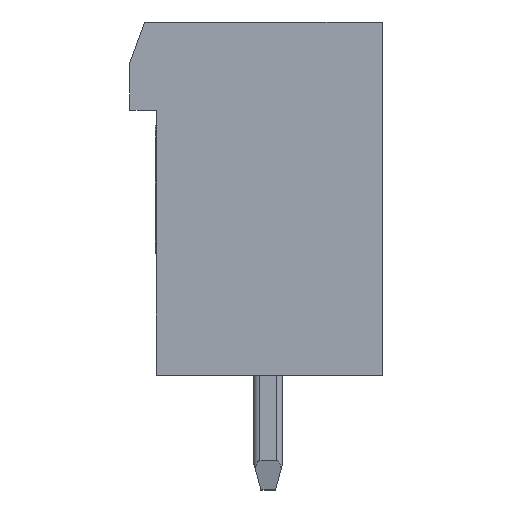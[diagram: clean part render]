
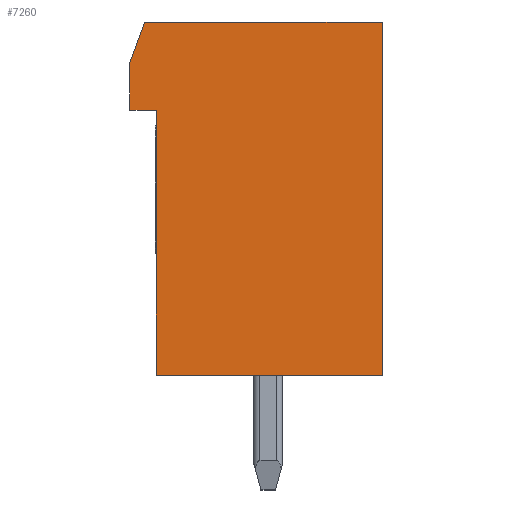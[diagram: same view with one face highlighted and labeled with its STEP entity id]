
A CAD part, left-side view. The second image highlights one B-rep face of the part: STEP entity #7260.
In plain terms, the highlighted planar face has unit normal (-1, 0, 0).
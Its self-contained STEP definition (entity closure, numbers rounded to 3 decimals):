
#7260=ADVANCED_FACE('',(#16670),#16671,.F.);
#10456=VERTEX_POINT('',#20357);
#10460=VERTEX_POINT('',#20361);
#10462=EDGE_CURVE('',#10456,#10460,#20363,.T.);
#10552=VERTEX_POINT('',#20453);
#10556=EDGE_CURVE('',#10456,#10552,#20457,.T.);
#10558=VERTEX_POINT('',#20459);
#10562=VERTEX_POINT('',#20463);
#10566=EDGE_CURVE('',#10558,#10562,#20467,.T.);
#10568=VERTEX_POINT('',#20469);
#10574=EDGE_CURVE('',#10460,#10568,#20475,.T.);
#10610=VERTEX_POINT('',#20512);
#10614=EDGE_CURVE('',#10610,#10558,#20516,.T.);
#10618=EDGE_CURVE('',#10552,#10610,#20520,.T.);
#10630=EDGE_CURVE('',#10568,#10562,#20532,.T.);
#16670=FACE_OUTER_BOUND('',#32153,.T.);
#16671=PLANE('',#32154);
#20357=CARTESIAN_POINT('',(0.0,0.0,12.0));
#20361=CARTESIAN_POINT('',(0.0,0.0,0.0));
#20363=LINE('',#37439,#37440);
#20453=CARTESIAN_POINT('',(0.0,8.07,12.0));
#20457=LINE('',#37597,#37598);
#20459=CARTESIAN_POINT('',(0.0,8.57,9.));
#20463=CARTESIAN_POINT('',(0.0,7.67,9.));
#20467=LINE('',#37613,#37614);
#20469=CARTESIAN_POINT('',(0.0,7.67,0.0));
#20475=LINE('',#37627,#37628);
#20512=CARTESIAN_POINT('',(0.0,8.57,10.626));
#20516=LINE('',#37695,#37696);
#20520=LINE('',#37703,#37704);
#20532=LINE('',#37726,#37727);
#32153=EDGE_LOOP('',(#47358,#47359,#47360,#47361,#47362,#47363,#47364));
#32154=AXIS2_PLACEMENT_3D('',#47365,#47366,#47367);
#37439=CARTESIAN_POINT('',(0.0,0.0,12.0));
#37440=VECTOR('',#51686,1.0);
#37597=CARTESIAN_POINT('',(0.0,0.0,12.0));
#37598=VECTOR('',#51724,1.0);
#37613=CARTESIAN_POINT('',(0.0,8.57,9.));
#37614=VECTOR('',#51727,1.0);
#37627=CARTESIAN_POINT('',(0.0,0.0,0.0));
#37628=VECTOR('',#51730,1.0);
#37695=CARTESIAN_POINT('',(0.0,8.57,10.626));
#37696=VECTOR('',#51756,1.0);
#37703=CARTESIAN_POINT('',(0.0,8.07,12.0));
#37704=VECTOR('',#51758,1.0);
#37726=CARTESIAN_POINT('',(0.0,7.67,0.0));
#37727=VECTOR('',#51766,1.0);
#47358=ORIENTED_EDGE('',*,*,#10556,.T.);
#47359=ORIENTED_EDGE('',*,*,#10618,.T.);
#47360=ORIENTED_EDGE('',*,*,#10614,.T.);
#47361=ORIENTED_EDGE('',*,*,#10566,.T.);
#47362=ORIENTED_EDGE('',*,*,#10630,.F.);
#47363=ORIENTED_EDGE('',*,*,#10574,.F.);
#47364=ORIENTED_EDGE('',*,*,#10462,.F.);
#47365=CARTESIAN_POINT('',(0.0,-0.221,12.306));
#47366=DIRECTION('',(1.0,-0.0,0.0));
#47367=DIRECTION('',(0.0,0.0,-1.0));
#51686=DIRECTION('',(0.0,0.0,-1.0));
#51724=DIRECTION('',(0.0,1.0,0.0));
#51727=DIRECTION('',(0.0,-1.0,0.0));
#51730=DIRECTION('',(0.0,1.0,0.0));
#51756=DIRECTION('',(0.0,0.0,-1.0));
#51758=DIRECTION('',(0.0,0.342,-0.94));
#51766=DIRECTION('',(0.0,0.0,1.0));
